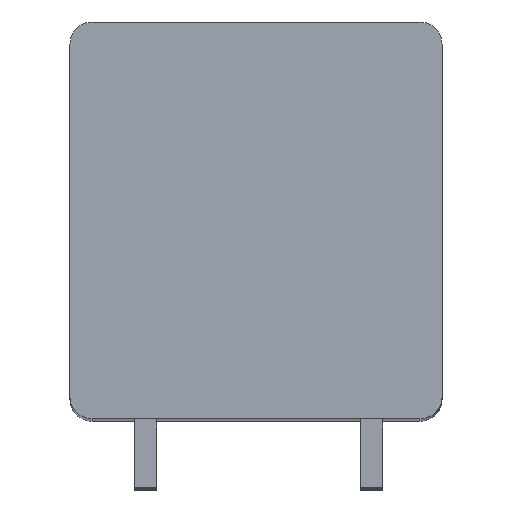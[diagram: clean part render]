
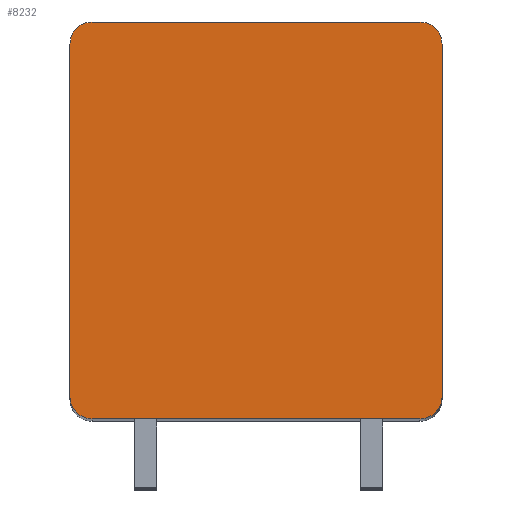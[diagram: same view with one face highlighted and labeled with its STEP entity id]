
A CAD part, top view. The second image highlights one B-rep face of the part: STEP entity #8232.
In plain terms, the highlighted planar face has unit normal (0, 0, 1).
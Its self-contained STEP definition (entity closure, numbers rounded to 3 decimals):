
#1425=CARTESIAN_POINT('',(-5.95,6.4,2.5));
#1426=DIRECTION('',(0.,0.,1.));
#1427=DIRECTION('',(0.,1.,0.));
#1428=AXIS2_PLACEMENT_3D('',#1425,#1426,#1427);
#1430=DIRECTION('',(-1.,0.,0.));
#1431=VECTOR('',#1430,11.9);
#1432=CARTESIAN_POINT('',(5.95,7.2,2.5));
#1433=LINE('',#1432,#1431);
#1434=CARTESIAN_POINT('',(5.95,6.4,2.5));
#1435=DIRECTION('',(0.,0.,1.));
#1436=DIRECTION('',(1.,0.,0.));
#1437=AXIS2_PLACEMENT_3D('',#1434,#1435,#1436);
#1439=DIRECTION('',(0.,1.,0.));
#1440=VECTOR('',#1439,12.8);
#1441=CARTESIAN_POINT('',(6.75,-6.4,2.5));
#1442=LINE('',#1441,#1440);
#1443=CARTESIAN_POINT('',(5.95,-6.4,2.5));
#1444=DIRECTION('',(0.,0.,1.));
#1445=DIRECTION('',(0.,-1.,0.));
#1446=AXIS2_PLACEMENT_3D('',#1443,#1444,#1445);
#1448=DIRECTION('',(1.,0.,0.));
#1449=VECTOR('',#1448,11.9);
#1450=CARTESIAN_POINT('',(-5.95,-7.2,2.5));
#1451=LINE('',#1450,#1449);
#1452=CARTESIAN_POINT('',(-5.95,-6.4,2.5));
#1453=DIRECTION('',(0.,0.,1.));
#1454=DIRECTION('',(-1.,0.,0.));
#1455=AXIS2_PLACEMENT_3D('',#1452,#1453,#1454);
#1457=DIRECTION('',(0.,-1.,0.));
#1458=VECTOR('',#1457,12.8);
#1459=CARTESIAN_POINT('',(-6.75,6.4,2.5));
#1460=LINE('',#1459,#1458);
#5865=CARTESIAN_POINT('',(-5.95,7.2,2.5));
#5866=VERTEX_POINT('',#5865);
#5867=CARTESIAN_POINT('',(-6.75,6.4,2.5));
#5868=VERTEX_POINT('',#5867);
#5873=CARTESIAN_POINT('',(6.75,6.4,2.5));
#5874=VERTEX_POINT('',#5873);
#5875=CARTESIAN_POINT('',(5.95,7.2,2.5));
#5876=VERTEX_POINT('',#5875);
#5881=CARTESIAN_POINT('',(-6.75,-6.4,2.5));
#5882=VERTEX_POINT('',#5881);
#5883=CARTESIAN_POINT('',(-5.95,-7.2,2.5));
#5884=VERTEX_POINT('',#5883);
#5889=CARTESIAN_POINT('',(5.95,-7.2,2.5));
#5890=VERTEX_POINT('',#5889);
#5891=CARTESIAN_POINT('',(6.75,-6.4,2.5));
#5892=VERTEX_POINT('',#5891);
#8217=CARTESIAN_POINT('',(0.,0.,2.5));
#8218=DIRECTION('',(0.,0.,1.));
#8219=DIRECTION('',(1.,0.,0.));
#8220=AXIS2_PLACEMENT_3D('',#8217,#8218,#8219);
#8221=PLANE('',#8220);
#8222=ORIENTED_EDGE('',*,*,#7373,.F.);
#8223=ORIENTED_EDGE('',*,*,#7389,.F.);
#8224=ORIENTED_EDGE('',*,*,#7642,.F.);
#8225=ORIENTED_EDGE('',*,*,#7657,.F.);
#8226=ORIENTED_EDGE('',*,*,#7870,.F.);
#8227=ORIENTED_EDGE('',*,*,#7883,.F.);
#8228=ORIENTED_EDGE('',*,*,#8098,.F.);
#8229=ORIENTED_EDGE('',*,*,#8110,.F.);
#8230=EDGE_LOOP('',(#8222,#8223,#8224,#8225,#8226,#8227,#8228,#8229));
#8231=FACE_OUTER_BOUND('',#8230,.F.);
#1429=CIRCLE('',#1428,0.8);
#1438=CIRCLE('',#1437,0.8);
#1447=CIRCLE('',#1446,0.8);
#1456=CIRCLE('',#1455,0.8);
#7373=EDGE_CURVE('',#5866,#5868,#1429,.T.);
#7389=EDGE_CURVE('',#5876,#5866,#1433,.T.);
#7642=EDGE_CURVE('',#5874,#5876,#1438,.T.);
#7657=EDGE_CURVE('',#5892,#5874,#1442,.T.);
#7870=EDGE_CURVE('',#5890,#5892,#1447,.T.);
#7883=EDGE_CURVE('',#5884,#5890,#1451,.T.);
#8098=EDGE_CURVE('',#5882,#5884,#1456,.T.);
#8110=EDGE_CURVE('',#5868,#5882,#1460,.T.);
#8232=ADVANCED_FACE('',(#8231),#8221,.T.);
